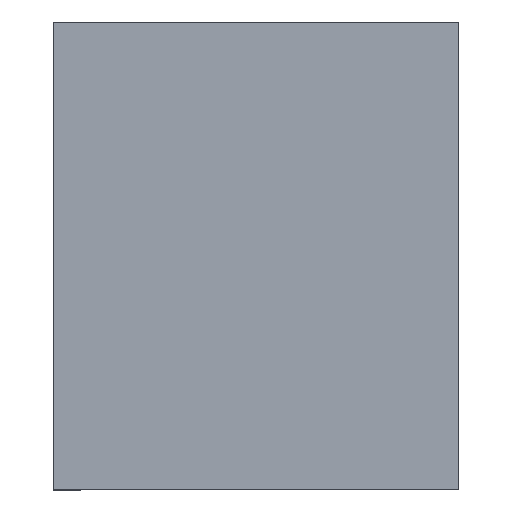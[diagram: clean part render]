
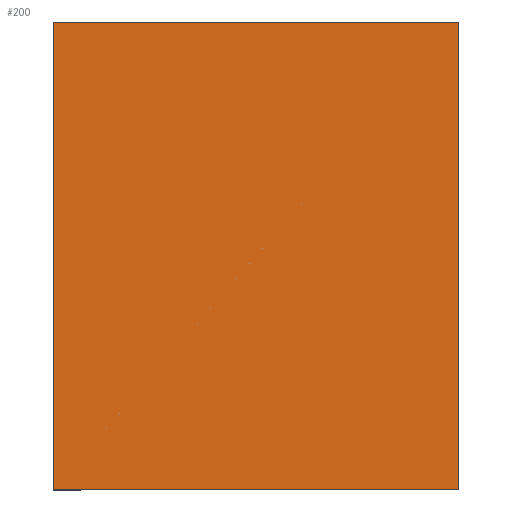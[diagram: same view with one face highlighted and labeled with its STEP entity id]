
A CAD part, left-side view. The second image highlights one B-rep face of the part: STEP entity #200.
In plain terms, the highlighted planar face has unit normal (-1, 0, 0).
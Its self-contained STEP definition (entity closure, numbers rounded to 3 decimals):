
#5 = ORIENTED_EDGE ( 'NONE', *, *, #1015, .F. ) ;
#45 = FACE_OUTER_BOUND ( 'NONE', #508, .T. ) ;
#104 = CARTESIAN_POINT ( 'NONE',  ( -0.3, 0.26, 0.15 ) ) ;
#125 = DIRECTION ( 'NONE',  ( 0., 0., 1. ) ) ;
#147 = EDGE_CURVE ( 'NONE', #1169, #1069, #976, .T. ) ;
#154 = LINE ( 'NONE', #719, #1123 ) ;
#173 = DIRECTION ( 'NONE',  ( 0., -1., 0. ) ) ;
#200 = ADVANCED_FACE ( 'NONE', ( #45 ), #421, .F. ) ;
#207 = CARTESIAN_POINT ( 'NONE',  ( -0.3, 0., -0.15 ) ) ;
#264 = LINE ( 'NONE', #104, #872 ) ;
#298 = ORIENTED_EDGE ( 'NONE', *, *, #147, .T. ) ;
#303 = CARTESIAN_POINT ( 'NONE',  ( -0.3, 0., 0.15 ) ) ;
#338 = LINE ( 'NONE', #716, #1196 ) ;
#404 = CARTESIAN_POINT ( 'NONE',  ( -0.3, 0.26, 0.15 ) ) ;
#421 = PLANE ( 'NONE',  #591 ) ;
#508 = EDGE_LOOP ( 'NONE', ( #298, #5, #622, #1179 ) ) ;
#521 = DIRECTION ( 'NONE',  ( 1., 0., 0. ) ) ;
#546 = DIRECTION ( 'NONE',  ( 0., -1., 0. ) ) ;
#591 = AXIS2_PLACEMENT_3D ( 'NONE', #805, #521, #901 ) ;
#622 = ORIENTED_EDGE ( 'NONE', *, *, #722, .F. ) ;
#676 = EDGE_CURVE ( 'NONE', #681, #1169, #338, .T. ) ;
#681 = VERTEX_POINT ( 'NONE', #1006 ) ;
#716 = CARTESIAN_POINT ( 'NONE',  ( -0.3, 0.26, -0.15 ) ) ;
#719 = CARTESIAN_POINT ( 'NONE',  ( -0.3, 0.26, 0.15 ) ) ;
#722 = EDGE_CURVE ( 'NONE', #681, #1211, #264, .T. ) ;
#792 = CARTESIAN_POINT ( 'NONE',  ( -0.3, 0., 0.15 ) ) ;
#805 = CARTESIAN_POINT ( 'NONE',  ( -0.3, 0.26, 0.15 ) ) ;
#872 = VECTOR ( 'NONE', #952, 1000. ) ;
#901 = DIRECTION ( 'NONE',  ( 0., 0., -1. ) ) ;
#952 = DIRECTION ( 'NONE',  ( 0., 0., 1. ) ) ;
#971 = VECTOR ( 'NONE', #125, 1000. ) ;
#976 = LINE ( 'NONE', #792, #971 ) ;
#1006 = CARTESIAN_POINT ( 'NONE',  ( -0.3, 0.26, -0.15 ) ) ;
#1015 = EDGE_CURVE ( 'NONE', #1211, #1069, #154, .T. ) ;
#1069 = VERTEX_POINT ( 'NONE', #303 ) ;
#1123 = VECTOR ( 'NONE', #173, 1000. ) ;
#1169 = VERTEX_POINT ( 'NONE', #207 ) ;
#1179 = ORIENTED_EDGE ( 'NONE', *, *, #676, .T. ) ;
#1196 = VECTOR ( 'NONE', #546, 1000. ) ;
#1211 = VERTEX_POINT ( 'NONE', #404 ) ;
